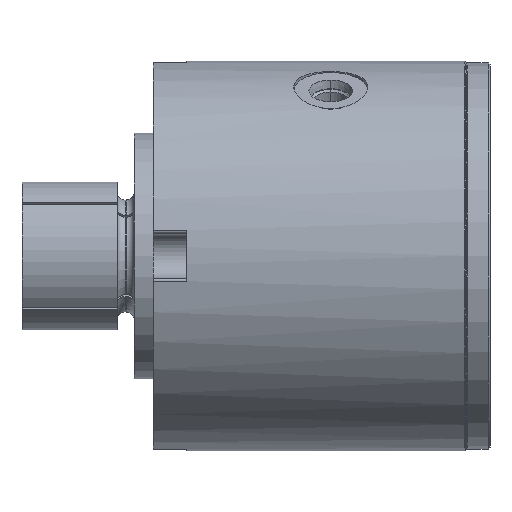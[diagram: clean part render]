
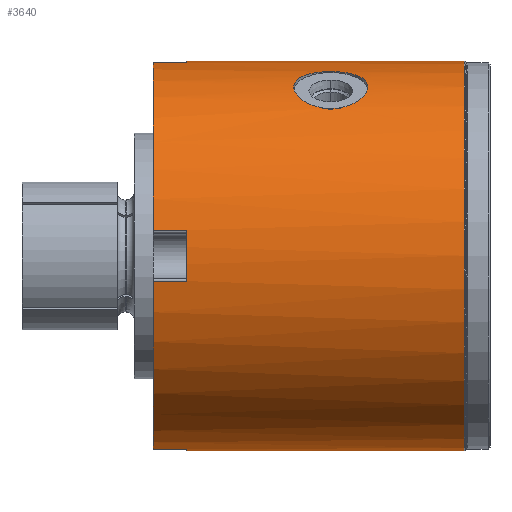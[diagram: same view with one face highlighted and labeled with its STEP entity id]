
A CAD part, top view. The second image highlights one B-rep face of the part: STEP entity #3640.
In plain terms, the highlighted cylindrical face has radius 55.118 mm (diameter 110.236 mm), a partial arc.
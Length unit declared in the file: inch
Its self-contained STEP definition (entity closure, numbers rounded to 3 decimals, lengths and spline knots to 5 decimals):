
#215=CARTESIAN_POINT('',(-1.772,2.05126,0.70798));
#216=CARTESIAN_POINT('',(-1.78736,2.05126,0.70798));
#217=CARTESIAN_POINT('',(-1.81789,2.05069,0.70962));
#218=CARTESIAN_POINT('',(-1.86334,2.04814,0.71699));
#219=CARTESIAN_POINT('',(-1.90775,2.04384,0.72917));
#220=CARTESIAN_POINT('',(-1.95061,2.03776,0.74604));
#221=CARTESIAN_POINT('',(-1.99137,2.02984,0.76736));
#222=CARTESIAN_POINT('',(-2.02945,2.02005,0.79282));
#223=CARTESIAN_POINT('',(-2.0643,2.00838,0.82201));
#224=CARTESIAN_POINT('',(-2.09542,1.99482,0.85442));
#225=CARTESIAN_POINT('',(-2.12236,1.97944,0.88951));
#226=CARTESIAN_POINT('',(-2.14478,1.96233,0.92669));
#227=CARTESIAN_POINT('',(-2.16243,1.94361,0.96537));
#228=CARTESIAN_POINT('',(-2.17514,1.92342,1.005));
#229=CARTESIAN_POINT('',(-2.1828,1.90195,1.04507));
#230=CARTESIAN_POINT('',(-2.18535,1.8794,1.0851));
#231=CARTESIAN_POINT('',(-2.18279,1.85601,1.12464));
#232=CARTESIAN_POINT('',(-2.17513,1.83205,1.16326));
#233=CARTESIAN_POINT('',(-2.16242,1.80782,1.20055));
#234=CARTESIAN_POINT('',(-2.14477,1.78368,1.23611));
#235=CARTESIAN_POINT('',(-2.12234,1.76005,1.26951));
#236=CARTESIAN_POINT('',(-2.0954,1.73735,1.30037));
#237=CARTESIAN_POINT('',(-2.06428,1.71606,1.32831));
#238=CARTESIAN_POINT('',(-2.02943,1.69662,1.35302));
#239=CARTESIAN_POINT('',(-1.99135,1.67947,1.37422));
#240=CARTESIAN_POINT('',(-1.95059,1.66496,1.39174));
#241=CARTESIAN_POINT('',(-1.90773,1.6534,1.40544));
#242=CARTESIAN_POINT('',(-1.86333,1.645,1.41525));
#243=CARTESIAN_POINT('',(-1.81788,1.6399,1.42114));
#244=CARTESIAN_POINT('',(-1.78736,1.63876,1.42245));
#245=CARTESIAN_POINT('',(-1.772,1.63876,1.42245));
#247=CARTESIAN_POINT('',(-1.772,1.63876,1.42245));
#248=CARTESIAN_POINT('',(-1.75664,1.63876,1.42245));
#249=CARTESIAN_POINT('',(-1.72612,1.6399,1.42114));
#250=CARTESIAN_POINT('',(-1.68067,1.645,1.41525));
#251=CARTESIAN_POINT('',(-1.63627,1.6534,1.40544));
#252=CARTESIAN_POINT('',(-1.59341,1.66496,1.39174));
#253=CARTESIAN_POINT('',(-1.55265,1.67947,1.37422));
#254=CARTESIAN_POINT('',(-1.51457,1.69662,1.35302));
#255=CARTESIAN_POINT('',(-1.47972,1.71606,1.32831));
#256=CARTESIAN_POINT('',(-1.4486,1.73735,1.30037));
#257=CARTESIAN_POINT('',(-1.42166,1.76005,1.26951));
#258=CARTESIAN_POINT('',(-1.39923,1.78368,1.23611));
#259=CARTESIAN_POINT('',(-1.38158,1.80782,1.20055));
#260=CARTESIAN_POINT('',(-1.36887,1.83205,1.16326));
#261=CARTESIAN_POINT('',(-1.36121,1.85601,1.12464));
#262=CARTESIAN_POINT('',(-1.35865,1.8794,1.0851));
#263=CARTESIAN_POINT('',(-1.3612,1.90195,1.04507));
#264=CARTESIAN_POINT('',(-1.36886,1.92342,1.005));
#265=CARTESIAN_POINT('',(-1.38157,1.94361,0.96537));
#266=CARTESIAN_POINT('',(-1.39922,1.96233,0.92669));
#267=CARTESIAN_POINT('',(-1.42164,1.97944,0.88951));
#268=CARTESIAN_POINT('',(-1.44858,1.99482,0.85442));
#269=CARTESIAN_POINT('',(-1.4797,2.00838,0.82201));
#270=CARTESIAN_POINT('',(-1.51455,2.02005,0.79282));
#271=CARTESIAN_POINT('',(-1.55263,2.02984,0.76736));
#272=CARTESIAN_POINT('',(-1.59339,2.03776,0.74604));
#273=CARTESIAN_POINT('',(-1.63625,2.04384,0.72917));
#274=CARTESIAN_POINT('',(-1.68066,2.04814,0.71699));
#275=CARTESIAN_POINT('',(-1.72611,2.05069,0.70962));
#276=CARTESIAN_POINT('',(-1.75664,2.05126,0.70798));
#277=CARTESIAN_POINT('',(-1.772,2.05126,0.70798));
#279=CARTESIAN_POINT('',(-0.28491,0.,0.));
#280=DIRECTION('',(-1.,0.,0.));
#281=DIRECTION('',(0.,-1.,0.));
#282=AXIS2_PLACEMENT_3D('',#279,#280,#281);
#284=CARTESIAN_POINT('',(-3.375,0.,0.));
#285=DIRECTION('',(1.,0.,0.));
#286=DIRECTION('',(0.,-0.991,0.131));
#287=AXIS2_PLACEMENT_3D('',#284,#285,#286);
#289=DIRECTION('',(1.,0.,0.));
#290=VECTOR('',#289,0.375);
#291=CARTESIAN_POINT('',(-3.75,-2.15135,0.28393));
#292=LINE('',#291,#290);
#293=DIRECTION('',(1.,0.,0.));
#294=VECTOR('',#293,0.375);
#295=CARTESIAN_POINT('',(-3.75,-0.28393,2.15135));
#296=LINE('',#295,#294);
#297=CARTESIAN_POINT('',(-3.375,0.,0.));
#298=DIRECTION('',(1.,0.,0.));
#299=DIRECTION('',(0.,0.131,0.991));
#300=AXIS2_PLACEMENT_3D('',#297,#298,#299);
#302=DIRECTION('',(1.,0.,0.));
#303=VECTOR('',#302,0.375);
#304=CARTESIAN_POINT('',(-3.75,0.28393,2.15135));
#305=LINE('',#304,#303);
#306=DIRECTION('',(1.,0.,0.));
#307=VECTOR('',#306,0.375);
#308=CARTESIAN_POINT('',(-3.75,2.15135,0.28393));
#309=LINE('',#308,#307);
#310=CARTESIAN_POINT('',(-3.375,0.,0.));
#311=DIRECTION('',(1.,0.,0.));
#312=DIRECTION('',(0.,1.,0.));
#313=AXIS2_PLACEMENT_3D('',#310,#311,#312);
#474=DIRECTION('',(-1.,0.,0.));
#475=VECTOR('',#474,3.09009);
#476=CARTESIAN_POINT('',(-0.28491,2.17,0.));
#477=LINE('',#476,#475);
#509=DIRECTION('',(-1.,0.,0.));
#510=VECTOR('',#509,3.09009);
#511=CARTESIAN_POINT('',(-0.28491,-2.17,0.));
#512=LINE('',#511,#510);
#723=CARTESIAN_POINT('',(-3.75,0.,0.));
#724=DIRECTION('',(1.,0.,0.));
#725=DIRECTION('',(0.,0.991,0.131));
#726=AXIS2_PLACEMENT_3D('',#723,#724,#725);
#751=CARTESIAN_POINT('',(-3.75,0.,0.));
#752=DIRECTION('',(1.,0.,0.));
#753=DIRECTION('',(0.,-0.131,0.991));
#754=AXIS2_PLACEMENT_3D('',#751,#752,#753);
#2780=CARTESIAN_POINT('',(-3.375,2.15135,0.28393));
#2781=VERTEX_POINT('',#2780);
#2808=CARTESIAN_POINT('',(-3.375,-0.28393,2.15135));
#2809=VERTEX_POINT('',#2808);
#2810=CARTESIAN_POINT('',(-3.375,0.28393,2.15135));
#2811=VERTEX_POINT('',#2810);
#2838=CARTESIAN_POINT('',(-3.375,-2.15135,0.28393));
#2839=VERTEX_POINT('',#2838);
#2848=CARTESIAN_POINT('',(-3.375,2.17,0.));
#2849=VERTEX_POINT('',#2848);
#2850=CARTESIAN_POINT('',(-3.75,2.15135,0.28393));
#2851=VERTEX_POINT('',#2850);
#2858=CARTESIAN_POINT('',(-3.75,-0.28393,2.15135));
#2859=VERTEX_POINT('',#2858);
#2860=CARTESIAN_POINT('',(-3.75,0.28393,2.15135));
#2861=VERTEX_POINT('',#2860);
#2866=CARTESIAN_POINT('',(-3.375,-2.17,0.));
#2867=VERTEX_POINT('',#2866);
#2868=CARTESIAN_POINT('',(-3.75,-2.15135,0.28393));
#2869=VERTEX_POINT('',#2868);
#2892=CARTESIAN_POINT('',(-0.28491,2.17,0.));
#2893=CARTESIAN_POINT('',(-0.28491,-2.17,0.));
#2894=VERTEX_POINT('',#2892);
#2895=VERTEX_POINT('',#2893);
#2958=CARTESIAN_POINT('',(-1.772,1.63876,1.42245));
#2959=VERTEX_POINT('',#2958);
#2960=CARTESIAN_POINT('',(-1.772,2.05126,0.70798));
#2961=VERTEX_POINT('',#2960);
#3604=CARTESIAN_POINT('',(-3.9375,0.,0.));
#3605=DIRECTION('',(1.,0.,0.));
#3606=DIRECTION('',(0.,-1.,0.));
#3607=AXIS2_PLACEMENT_3D('',#3604,#3605,#3606);
#3608=CYLINDRICAL_SURFACE('',#3607,2.17);
#3609=ORIENTED_EDGE('',*,*,#3594,.F.);
#3611=ORIENTED_EDGE('',*,*,#3610,.T.);
#3613=ORIENTED_EDGE('',*,*,#3612,.F.);
#3615=ORIENTED_EDGE('',*,*,#3614,.F.);
#3617=ORIENTED_EDGE('',*,*,#3616,.F.);
#3619=ORIENTED_EDGE('',*,*,#3618,.T.);
#3621=ORIENTED_EDGE('',*,*,#3620,.F.);
#3623=ORIENTED_EDGE('',*,*,#3622,.F.);
#3625=ORIENTED_EDGE('',*,*,#3624,.F.);
#3627=ORIENTED_EDGE('',*,*,#3626,.T.);
#3629=ORIENTED_EDGE('',*,*,#3628,.F.);
#3631=ORIENTED_EDGE('',*,*,#3630,.F.);
#3632=EDGE_LOOP('',(#3609,#3611,#3613,#3615,#3617,#3619,#3621,#3623,#3625,#3627,
#3629,#3631));
#3633=FACE_OUTER_BOUND('',#3632,.F.);
#3635=ORIENTED_EDGE('',*,*,#3634,.T.);
#3637=ORIENTED_EDGE('',*,*,#3636,.T.);
#3638=EDGE_LOOP('',(#3635,#3637));
#3639=FACE_BOUND('',#3638,.F.);
#246=B_SPLINE_CURVE_WITH_KNOTS('',3,(#215,#216,#217,#218,#219,#220,#221,#222,
#223,#224,#225,#226,#227,#228,#229,#230,#231,#232,#233,#234,#235,#236,#237,#238,
#239,#240,#241,#242,#243,#244,#245),.UNSPECIFIED.,.F.,.F.,(4,1,1,1,1,1,1,1,1,1,
1,1,1,1,1,1,1,1,1,1,1,1,1,1,1,1,1,1,4),(0.,0.03571,
0.07143,0.10714,0.14286,0.17857,
0.21429,0.25,0.28571,0.32143,0.35714,
0.39286,0.42857,0.46429,0.5,0.53571,
0.57143,0.60714,0.64286,0.67857,
0.71429,0.75,0.78571,0.82143,0.85714,
0.89286,0.92857,0.96429,1.),.UNSPECIFIED.);
#278=B_SPLINE_CURVE_WITH_KNOTS('',3,(#247,#248,#249,#250,#251,#252,#253,#254,
#255,#256,#257,#258,#259,#260,#261,#262,#263,#264,#265,#266,#267,#268,#269,#270,
#271,#272,#273,#274,#275,#276,#277),.UNSPECIFIED.,.F.,.F.,(4,1,1,1,1,1,1,1,1,1,
1,1,1,1,1,1,1,1,1,1,1,1,1,1,1,1,1,1,4),(0.,0.03571,
0.07143,0.10714,0.14286,0.17857,
0.21429,0.25,0.28571,0.32143,0.35714,
0.39286,0.42857,0.46429,0.5,0.53571,
0.57143,0.60714,0.64286,0.67857,
0.71429,0.75,0.78571,0.82143,0.85714,
0.89286,0.92857,0.96429,1.),.UNSPECIFIED.);
#283=CIRCLE('',#282,2.17);
#288=CIRCLE('',#287,2.17);
#301=CIRCLE('',#300,2.17);
#314=CIRCLE('',#313,2.17);
#727=CIRCLE('',#726,2.17);
#755=CIRCLE('',#754,2.17);
#3594=EDGE_CURVE('',#2895,#2894,#283,.T.);
#3610=EDGE_CURVE('',#2895,#2867,#512,.T.);
#3612=EDGE_CURVE('',#2839,#2867,#288,.T.);
#3614=EDGE_CURVE('',#2869,#2839,#292,.T.);
#3616=EDGE_CURVE('',#2859,#2869,#755,.T.);
#3618=EDGE_CURVE('',#2859,#2809,#296,.T.);
#3620=EDGE_CURVE('',#2811,#2809,#301,.T.);
#3622=EDGE_CURVE('',#2861,#2811,#305,.T.);
#3624=EDGE_CURVE('',#2851,#2861,#727,.T.);
#3626=EDGE_CURVE('',#2851,#2781,#309,.T.);
#3628=EDGE_CURVE('',#2849,#2781,#314,.T.);
#3630=EDGE_CURVE('',#2894,#2849,#477,.T.);
#3634=EDGE_CURVE('',#2961,#2959,#246,.T.);
#3636=EDGE_CURVE('',#2959,#2961,#278,.T.);
#3640=ADVANCED_FACE('',(#3633,#3639),#3608,.T.);
